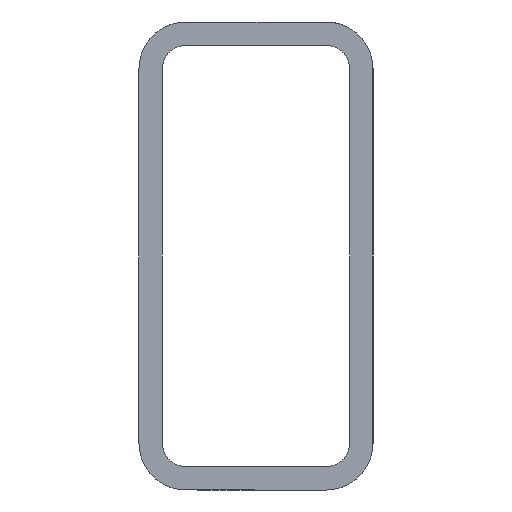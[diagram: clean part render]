
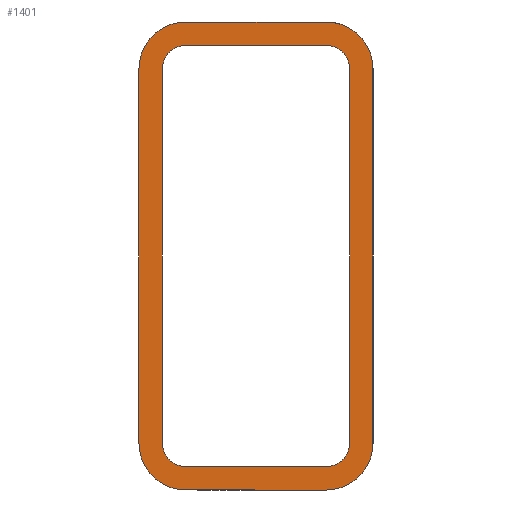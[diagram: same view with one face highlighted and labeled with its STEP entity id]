
A CAD part, left-side view. The second image highlights one B-rep face of the part: STEP entity #1401.
In plain terms, the highlighted planar face has unit normal (-1, 0, 0).
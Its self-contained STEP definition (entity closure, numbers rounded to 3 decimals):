
#4 = LINE ( 'NONE', #172, #1505 ) ;
#6 = ORIENTED_EDGE ( 'NONE', *, *, #112, .F. ) ;
#57 = VERTEX_POINT ( 'NONE', #386 ) ;
#66 = CARTESIAN_POINT ( 'NONE',  ( -572., 11., 0. ) ) ;
#70 = VECTOR ( 'NONE', #942, 1000. ) ;
#73 = ORIENTED_EDGE ( 'NONE', *, *, #194, .F. ) ;
#87 = EDGE_CURVE ( 'NONE', #1889, #362, #516, .T. ) ;
#95 = ORIENTED_EDGE ( 'NONE', *, *, #427, .T. ) ;
#108 = EDGE_LOOP ( 'NONE', ( #449, #1032, #1793, #95, #1717, #1519, #745, #956 ) ) ;
#112 = EDGE_CURVE ( 'NONE', #484, #1889, #1405, .T. ) ;
#130 = LINE ( 'NONE', #1312, #360 ) ;
#135 = DIRECTION ( 'NONE',  ( 1., 0., 0. ) ) ;
#139 = VECTOR ( 'NONE', #679, 1000. ) ;
#145 = AXIS2_PLACEMENT_3D ( 'NONE', #500, #1640, #1208 ) ;
#160 = EDGE_CURVE ( 'NONE', #410, #57, #1680, .T. ) ;
#172 = CARTESIAN_POINT ( 'NONE',  ( -572., 8., -6. ) ) ;
#174 = CIRCLE ( 'NONE', #145, 3. ) ;
#180 = CARTESIAN_POINT ( 'NONE',  ( -572., 11., -54. ) ) ;
#187 = CARTESIAN_POINT ( 'NONE',  ( -572., 29., 0. ) ) ;
#194 = EDGE_CURVE ( 'NONE', #1546, #1406, #422, .T. ) ;
#206 = VECTOR ( 'NONE', #850, 1000. ) ;
#219 = DIRECTION ( 'NONE',  ( 0., 0., 1. ) ) ;
#234 = EDGE_CURVE ( 'NONE', #1076, #484, #130, .T. ) ;
#235 = CIRCLE ( 'NONE', #1500, 3. ) ;
#244 = AXIS2_PLACEMENT_3D ( 'NONE', #552, #135, #413 ) ;
#266 = CARTESIAN_POINT ( 'NONE',  ( -572., 29., -6. ) ) ;
#295 = EDGE_CURVE ( 'NONE', #684, #1803, #1282, .T. ) ;
#315 = ORIENTED_EDGE ( 'NONE', *, *, #234, .F. ) ;
#360 = VECTOR ( 'NONE', #1460, 1000. ) ;
#362 = VERTEX_POINT ( 'NONE', #1358 ) ;
#386 = CARTESIAN_POINT ( 'NONE',  ( -572., 11., -3. ) ) ;
#405 = FACE_OUTER_BOUND ( 'NONE', #1525, .T. ) ;
#410 = VERTEX_POINT ( 'NONE', #478 ) ;
#413 = DIRECTION ( 'NONE',  ( 0., 0., 1. ) ) ;
#422 = CIRCLE ( 'NONE', #1791, 6. ) ;
#425 = CARTESIAN_POINT ( 'NONE',  ( -572., 32., -6. ) ) ;
#427 = EDGE_CURVE ( 'NONE', #1330, #684, #235, .T. ) ;
#439 = DIRECTION ( 'NONE',  ( 1., 0., 0. ) ) ;
#443 = DIRECTION ( 'NONE',  ( 0., 0., -1. ) ) ;
#449 = ORIENTED_EDGE ( 'NONE', *, *, #160, .T. ) ;
#457 = ORIENTED_EDGE ( 'NONE', *, *, #87, .F. ) ;
#478 = CARTESIAN_POINT ( 'NONE',  ( -572., 29., -3. ) ) ;
#482 = VERTEX_POINT ( 'NONE', #1331 ) ;
#484 = VERTEX_POINT ( 'NONE', #66 ) ;
#487 = EDGE_CURVE ( 'NONE', #57, #1667, #980, .T. ) ;
#500 = CARTESIAN_POINT ( 'NONE',  ( -572., 29., -6. ) ) ;
#502 = LINE ( 'NONE', #1091, #1223 ) ;
#516 = LINE ( 'NONE', #1398, #70 ) ;
#545 = DIRECTION ( 'NONE',  ( 0., 0., 1. ) ) ;
#552 = CARTESIAN_POINT ( 'NONE',  ( -572., 29., -54. ) ) ;
#563 = CARTESIAN_POINT ( 'NONE',  ( -572., 11., -54. ) ) ;
#576 = CARTESIAN_POINT ( 'NONE',  ( -572., 35., -6. ) ) ;
#588 = LINE ( 'NONE', #576, #1081 ) ;
#613 = DIRECTION ( 'NONE',  ( 0., 0., -1. ) ) ;
#626 = DIRECTION ( 'NONE',  ( 1., 0., 0. ) ) ;
#635 = EDGE_CURVE ( 'NONE', #482, #645, #1705, .T. ) ;
#637 = AXIS2_PLACEMENT_3D ( 'NONE', #1236, #1388, #219 ) ;
#645 = VERTEX_POINT ( 'NONE', #858 ) ;
#679 = DIRECTION ( 'NONE',  ( 0., -1., 0. ) ) ;
#684 = VERTEX_POINT ( 'NONE', #1726 ) ;
#686 = DIRECTION ( 'NONE',  ( 1., 0., 0. ) ) ;
#688 = CARTESIAN_POINT ( 'NONE',  ( -572., 8., -6. ) ) ;
#745 = ORIENTED_EDGE ( 'NONE', *, *, #635, .T. ) ;
#752 = EDGE_CURVE ( 'NONE', #1415, #1076, #1531, .T. ) ;
#759 = DIRECTION ( 'NONE',  ( 1., 0., 0. ) ) ;
#776 = EDGE_CURVE ( 'NONE', #645, #410, #174, .T. ) ;
#828 = AXIS2_PLACEMENT_3D ( 'NONE', #1257, #970, #1266 ) ;
#850 = DIRECTION ( 'NONE',  ( 0., 0., 1. ) ) ;
#858 = CARTESIAN_POINT ( 'NONE',  ( -572., 32., -6. ) ) ;
#869 = DIRECTION ( 'NONE',  ( 0., 0., 1. ) ) ;
#874 = AXIS2_PLACEMENT_3D ( 'NONE', #899, #626, #443 ) ;
#878 = ORIENTED_EDGE ( 'NONE', *, *, #1116, .F. ) ;
#899 = CARTESIAN_POINT ( 'NONE',  ( -572., 11., -54. ) ) ;
#942 = DIRECTION ( 'NONE',  ( 0., 0., -1. ) ) ;
#954 = AXIS2_PLACEMENT_3D ( 'NONE', #266, #439, #869 ) ;
#956 = ORIENTED_EDGE ( 'NONE', *, *, #776, .T. ) ;
#970 = DIRECTION ( 'NONE',  ( 1., 0., 0. ) ) ;
#980 = CIRCLE ( 'NONE', #637, 3. ) ;
#1031 = PLANE ( 'NONE',  #1442 ) ;
#1032 = ORIENTED_EDGE ( 'NONE', *, *, #487, .T. ) ;
#1067 = EDGE_CURVE ( 'NONE', #1406, #1415, #588, .T. ) ;
#1068 = DIRECTION ( 'NONE',  ( 0., 0., -1. ) ) ;
#1076 = VERTEX_POINT ( 'NONE', #187 ) ;
#1081 = VECTOR ( 'NONE', #1588, 1000. ) ;
#1091 = CARTESIAN_POINT ( 'NONE',  ( -572., 11., -60. ) ) ;
#1116 = EDGE_CURVE ( 'NONE', #362, #1418, #1798, .T. ) ;
#1144 = CIRCLE ( 'NONE', #244, 3. ) ;
#1150 = CARTESIAN_POINT ( 'NONE',  ( -572., 35., -54. ) ) ;
#1208 = DIRECTION ( 'NONE',  ( 0., 0., 1. ) ) ;
#1223 = VECTOR ( 'NONE', #1383, 1000. ) ;
#1236 = CARTESIAN_POINT ( 'NONE',  ( -572., 11., -6. ) ) ;
#1257 = CARTESIAN_POINT ( 'NONE',  ( -572., 11., -6. ) ) ;
#1266 = DIRECTION ( 'NONE',  ( 0., 0., 1. ) ) ;
#1278 = CARTESIAN_POINT ( 'NONE',  ( -572., 35., -6. ) ) ;
#1282 = LINE ( 'NONE', #1468, #1438 ) ;
#1308 = EDGE_CURVE ( 'NONE', #1803, #482, #1144, .T. ) ;
#1309 = FACE_BOUND ( 'NONE', #108, .T. ) ;
#1312 = CARTESIAN_POINT ( 'NONE',  ( -572., 11., 0. ) ) ;
#1330 = VERTEX_POINT ( 'NONE', #1456 ) ;
#1331 = CARTESIAN_POINT ( 'NONE',  ( -572., 32., -54. ) ) ;
#1340 = ORIENTED_EDGE ( 'NONE', *, *, #1602, .F. ) ;
#1358 = CARTESIAN_POINT ( 'NONE',  ( -572., 5., -54. ) ) ;
#1383 = DIRECTION ( 'NONE',  ( 0., 1., 0. ) ) ;
#1388 = DIRECTION ( 'NONE',  ( 1., 0., 0. ) ) ;
#1398 = CARTESIAN_POINT ( 'NONE',  ( -572., 5., -6. ) ) ;
#1401 = ADVANCED_FACE ( 'NONE', ( #1309, #405 ), #1031, .F. ) ;
#1405 = CIRCLE ( 'NONE', #828, 6. ) ;
#1406 = VERTEX_POINT ( 'NONE', #1150 ) ;
#1415 = VERTEX_POINT ( 'NONE', #1278 ) ;
#1418 = VERTEX_POINT ( 'NONE', #1846 ) ;
#1424 = ORIENTED_EDGE ( 'NONE', *, *, #752, .F. ) ;
#1438 = VECTOR ( 'NONE', #1738, 1000. ) ;
#1442 = AXIS2_PLACEMENT_3D ( 'NONE', #563, #1595, #1837 ) ;
#1456 = CARTESIAN_POINT ( 'NONE',  ( -572., 8., -54. ) ) ;
#1460 = DIRECTION ( 'NONE',  ( 0., -1., 0. ) ) ;
#1468 = CARTESIAN_POINT ( 'NONE',  ( -572., 11., -57. ) ) ;
#1473 = CARTESIAN_POINT ( 'NONE',  ( -572., 5., -6. ) ) ;
#1500 = AXIS2_PLACEMENT_3D ( 'NONE', #180, #759, #1068 ) ;
#1505 = VECTOR ( 'NONE', #613, 1000. ) ;
#1519 = ORIENTED_EDGE ( 'NONE', *, *, #1308, .T. ) ;
#1525 = EDGE_LOOP ( 'NONE', ( #878, #457, #6, #315, #1424, #1868, #73, #1340 ) ) ;
#1531 = CIRCLE ( 'NONE', #954, 6. ) ;
#1546 = VERTEX_POINT ( 'NONE', #1663 ) ;
#1588 = DIRECTION ( 'NONE',  ( 0., 0., 1. ) ) ;
#1595 = DIRECTION ( 'NONE',  ( 1., 0., 0. ) ) ;
#1602 = EDGE_CURVE ( 'NONE', #1418, #1546, #502, .T. ) ;
#1640 = DIRECTION ( 'NONE',  ( 1., 0., 0. ) ) ;
#1663 = CARTESIAN_POINT ( 'NONE',  ( -572., 29., -60. ) ) ;
#1667 = VERTEX_POINT ( 'NONE', #688 ) ;
#1680 = LINE ( 'NONE', #1841, #139 ) ;
#1705 = LINE ( 'NONE', #425, #206 ) ;
#1717 = ORIENTED_EDGE ( 'NONE', *, *, #295, .T. ) ;
#1726 = CARTESIAN_POINT ( 'NONE',  ( -572., 11., -57. ) ) ;
#1738 = DIRECTION ( 'NONE',  ( 0., 1., 0. ) ) ;
#1781 = CARTESIAN_POINT ( 'NONE',  ( -572., 29., -57. ) ) ;
#1791 = AXIS2_PLACEMENT_3D ( 'NONE', #1807, #686, #545 ) ;
#1793 = ORIENTED_EDGE ( 'NONE', *, *, #1809, .T. ) ;
#1798 = CIRCLE ( 'NONE', #874, 6. ) ;
#1803 = VERTEX_POINT ( 'NONE', #1781 ) ;
#1807 = CARTESIAN_POINT ( 'NONE',  ( -572., 29., -54. ) ) ;
#1809 = EDGE_CURVE ( 'NONE', #1667, #1330, #4, .T. ) ;
#1837 = DIRECTION ( 'NONE',  ( 0., 0., -1. ) ) ;
#1841 = CARTESIAN_POINT ( 'NONE',  ( -572., 11., -3. ) ) ;
#1846 = CARTESIAN_POINT ( 'NONE',  ( -572., 11., -60. ) ) ;
#1868 = ORIENTED_EDGE ( 'NONE', *, *, #1067, .F. ) ;
#1889 = VERTEX_POINT ( 'NONE', #1473 ) ;
